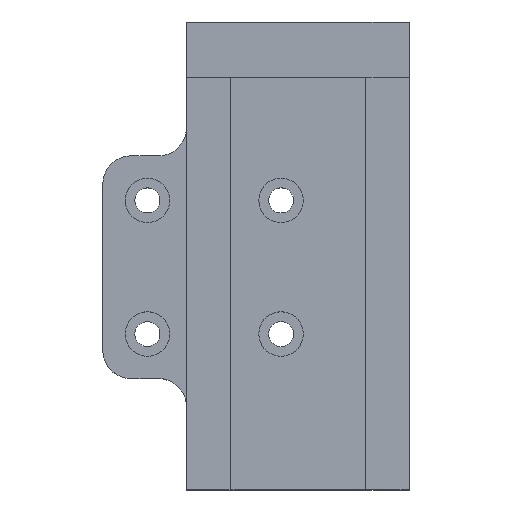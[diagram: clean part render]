
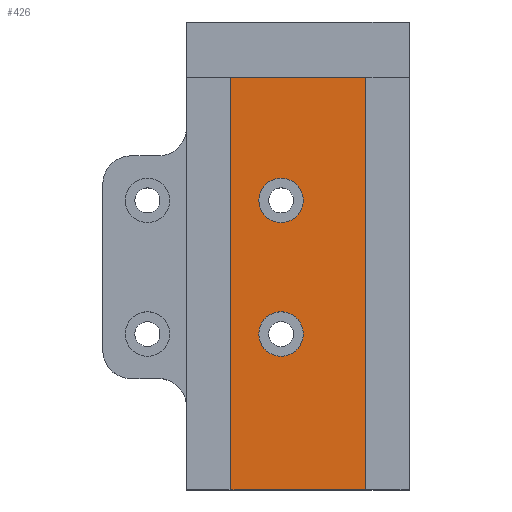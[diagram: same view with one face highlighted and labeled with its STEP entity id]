
A CAD part, top view. The second image highlights one B-rep face of the part: STEP entity #426.
In plain terms, the highlighted planar face has unit normal (0, 0, 1).
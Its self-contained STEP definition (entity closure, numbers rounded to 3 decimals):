
#32 = PLANE ( 'NONE',  #1270 ) ;
#41 = FACE_BOUND ( 'NONE', #955, .T. ) ;
#47 = EDGE_CURVE ( 'NONE', #1258, #1746, #512, .T. ) ;
#94 = DIRECTION ( 'NONE',  ( -1., 0., 0. ) ) ;
#133 = DIRECTION ( 'NONE',  ( 1., 0., 0. ) ) ;
#149 = EDGE_CURVE ( 'NONE', #175, #385, #1511, .T. ) ;
#167 = EDGE_LOOP ( 'NONE', ( #1246, #1107, #1272, #736 ) ) ;
#175 = VERTEX_POINT ( 'NONE', #262 ) ;
#193 = DIRECTION ( 'NONE',  ( -1., 0., 0. ) ) ;
#200 = VECTOR ( 'NONE', #399, 1000. ) ;
#262 = CARTESIAN_POINT ( 'NONE',  ( 8., 12., 8.5 ) ) ;
#266 = CARTESIAN_POINT ( 'NONE',  ( 8., -12., 8.5 ) ) ;
#284 = EDGE_CURVE ( 'NONE', #1258, #1672, #682, .T. ) ;
#291 = EDGE_CURVE ( 'NONE', #1746, #962, #1219, .T. ) ;
#305 = EDGE_CURVE ( 'NONE', #322, #1134, #1745, .T. ) ;
#310 = FACE_OUTER_BOUND ( 'NONE', #167, .T. ) ;
#322 = VERTEX_POINT ( 'NONE', #958 ) ;
#371 = CARTESIAN_POINT ( 'NONE',  ( -1.5, -40., 8.5 ) ) ;
#385 = VERTEX_POINT ( 'NONE', #1673 ) ;
#399 = DIRECTION ( 'NONE',  ( 0., 1., 0. ) ) ;
#421 = CIRCLE ( 'NONE', #1618, 4. ) ;
#422 = AXIS2_PLACEMENT_3D ( 'NONE', #1395, #991, #1247 ) ;
#426 = ADVANCED_FACE ( 'NONE', ( #41, #978, #310 ), #32, .F. ) ;
#455 = ORIENTED_EDGE ( 'NONE', *, *, #1174, .F. ) ;
#512 = LINE ( 'NONE', #1287, #1132 ) ;
#523 = EDGE_LOOP ( 'NONE', ( #1231, #455 ) ) ;
#536 = DIRECTION ( 'NONE',  ( 1., 0., 0. ) ) ;
#541 = CARTESIAN_POINT ( 'NONE',  ( 12., 12., 8.5 ) ) ;
#589 = EDGE_CURVE ( 'NONE', #1672, #962, #1284, .T. ) ;
#641 = AXIS2_PLACEMENT_3D ( 'NONE', #1008, #1036, #1570 ) ;
#682 = LINE ( 'NONE', #1065, #200 ) ;
#720 = EDGE_CURVE ( 'NONE', #385, #175, #421, .T. ) ;
#736 = ORIENTED_EDGE ( 'NONE', *, *, #47, .F. ) ;
#743 = DIRECTION ( 'NONE',  ( -1., 0., 0. ) ) ;
#855 = CARTESIAN_POINT ( 'NONE',  ( -1.5, -74.077, 8.5 ) ) ;
#857 = CARTESIAN_POINT ( 'NONE',  ( 31.5, 34., 8.5 ) ) ;
#871 = VECTOR ( 'NONE', #1647, 1000. ) ;
#876 = ORIENTED_EDGE ( 'NONE', *, *, #149, .F. ) ;
#923 = CARTESIAN_POINT ( 'NONE',  ( -1.5, -74.077, 8.5 ) ) ;
#955 = EDGE_LOOP ( 'NONE', ( #1667, #876 ) ) ;
#958 = CARTESIAN_POINT ( 'NONE',  ( 16., -12., 8.5 ) ) ;
#962 = VERTEX_POINT ( 'NONE', #1301 ) ;
#971 = CIRCLE ( 'NONE', #422, 4. ) ;
#978 = FACE_BOUND ( 'NONE', #523, .T. ) ;
#991 = DIRECTION ( 'NONE',  ( 0., 0., 1. ) ) ;
#1008 = CARTESIAN_POINT ( 'NONE',  ( 12., 12., 8.5 ) ) ;
#1036 = DIRECTION ( 'NONE',  ( 0., 0., 1. ) ) ;
#1065 = CARTESIAN_POINT ( 'NONE',  ( 31.5, -74.077, 8.5 ) ) ;
#1107 = ORIENTED_EDGE ( 'NONE', *, *, #589, .T. ) ;
#1132 = VECTOR ( 'NONE', #743, 1000. ) ;
#1134 = VERTEX_POINT ( 'NONE', #266 ) ;
#1151 = CARTESIAN_POINT ( 'NONE',  ( -1.5, 34., 8.5 ) ) ;
#1170 = CARTESIAN_POINT ( 'NONE',  ( 31.5, -40., 8.5 ) ) ;
#1174 = EDGE_CURVE ( 'NONE', #1134, #322, #971, .T. ) ;
#1219 = LINE ( 'NONE', #923, #871 ) ;
#1225 = VECTOR ( 'NONE', #94, 1000. ) ;
#1231 = ORIENTED_EDGE ( 'NONE', *, *, #305, .F. ) ;
#1246 = ORIENTED_EDGE ( 'NONE', *, *, #284, .T. ) ;
#1247 = DIRECTION ( 'NONE',  ( 1., 0., 0. ) ) ;
#1258 = VERTEX_POINT ( 'NONE', #1170 ) ;
#1270 = AXIS2_PLACEMENT_3D ( 'NONE', #855, #1403, #193 ) ;
#1272 = ORIENTED_EDGE ( 'NONE', *, *, #291, .F. ) ;
#1284 = LINE ( 'NONE', #1151, #1225 ) ;
#1287 = CARTESIAN_POINT ( 'NONE',  ( -1.5, -40., 8.5 ) ) ;
#1301 = CARTESIAN_POINT ( 'NONE',  ( -1.5, 34., 8.5 ) ) ;
#1339 = DIRECTION ( 'NONE',  ( 0., 0., 1. ) ) ;
#1395 = CARTESIAN_POINT ( 'NONE',  ( 12., -12., 8.5 ) ) ;
#1403 = DIRECTION ( 'NONE',  ( 0., 0., -1. ) ) ;
#1484 = CARTESIAN_POINT ( 'NONE',  ( 12., -12., 8.5 ) ) ;
#1511 = CIRCLE ( 'NONE', #641, 4. ) ;
#1570 = DIRECTION ( 'NONE',  ( 1., 0., 0. ) ) ;
#1618 = AXIS2_PLACEMENT_3D ( 'NONE', #541, #1767, #536 ) ;
#1647 = DIRECTION ( 'NONE',  ( 0., 1., 0. ) ) ;
#1649 = AXIS2_PLACEMENT_3D ( 'NONE', #1484, #1339, #133 ) ;
#1667 = ORIENTED_EDGE ( 'NONE', *, *, #720, .F. ) ;
#1672 = VERTEX_POINT ( 'NONE', #857 ) ;
#1673 = CARTESIAN_POINT ( 'NONE',  ( 16., 12., 8.5 ) ) ;
#1745 = CIRCLE ( 'NONE', #1649, 4. ) ;
#1746 = VERTEX_POINT ( 'NONE', #371 ) ;
#1767 = DIRECTION ( 'NONE',  ( 0., 0., 1. ) ) ;
